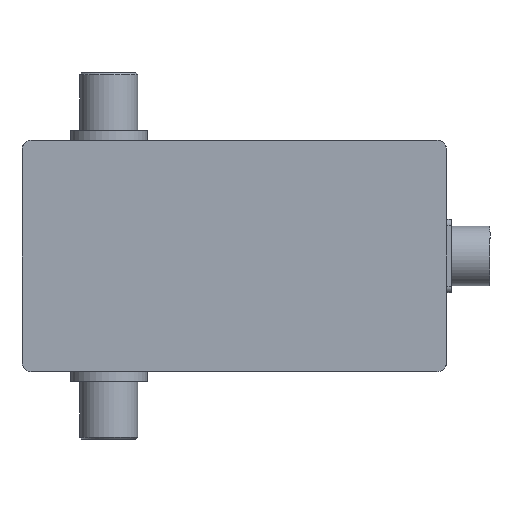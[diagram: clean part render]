
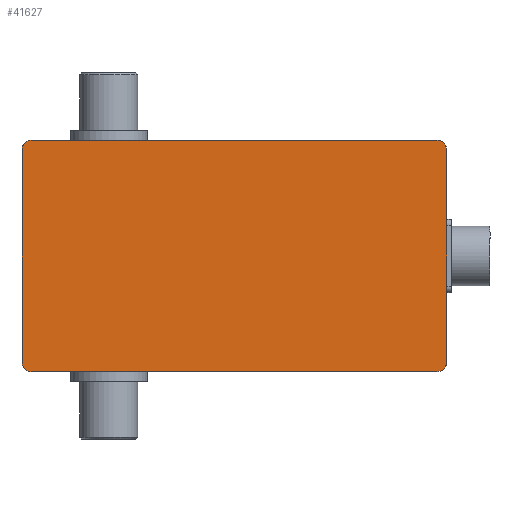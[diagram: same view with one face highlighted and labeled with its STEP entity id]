
A CAD part, front view. The second image highlights one B-rep face of the part: STEP entity #41627.
In plain terms, the highlighted face is planar.
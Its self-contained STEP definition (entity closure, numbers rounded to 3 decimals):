
#630 = DIRECTION ( 'NONE',  ( 0., 1., 0. ) ) ;
#2309 = AXIS2_PLACEMENT_3D ( 'NONE', #8650, #49991, #7323 ) ;
#3760 = CARTESIAN_POINT ( 'NONE',  ( -55., -40., -119. ) ) ;
#4191 = VECTOR ( 'NONE', #37066, 1000. ) ;
#5020 = EDGE_CURVE ( 'NONE', #16389, #14227, #59440, .T. ) ;
#5068 = CARTESIAN_POINT ( 'NONE',  ( -60., -40., -119. ) ) ;
#7323 = DIRECTION ( 'NONE',  ( -1., 0., 0. ) ) ;
#7421 = EDGE_CURVE ( 'NONE', #16468, #16389, #57958, .T. ) ;
#7749 = DIRECTION ( 'NONE',  ( 0., 0., -1. ) ) ;
#8485 = EDGE_CURVE ( 'NONE', #33484, #33213, #50745, .T. ) ;
#8650 = CARTESIAN_POINT ( 'NONE',  ( -55., 170., -119. ) ) ;
#10753 = DIRECTION ( 'NONE',  ( -1., 0., 0. ) ) ;
#11266 = CARTESIAN_POINT ( 'NONE',  ( -60., 170., -119. ) ) ;
#14225 = VERTEX_POINT ( 'NONE', #11266 ) ;
#14227 = VERTEX_POINT ( 'NONE', #57303 ) ;
#14817 = DIRECTION ( 'NONE',  ( 0., 0., -1. ) ) ;
#16389 = VERTEX_POINT ( 'NONE', #31329 ) ;
#16468 = VERTEX_POINT ( 'NONE', #34360 ) ;
#17417 = DIRECTION ( 'NONE',  ( -1., 0., 0. ) ) ;
#18303 = AXIS2_PLACEMENT_3D ( 'NONE', #18925, #14817, #19592 ) ;
#18925 = CARTESIAN_POINT ( 'NONE',  ( 55., -40., -119. ) ) ;
#19592 = DIRECTION ( 'NONE',  ( -1., 0., 0. ) ) ;
#20547 = CARTESIAN_POINT ( 'NONE',  ( 60., 170., -119. ) ) ;
#20634 = DIRECTION ( 'NONE',  ( 0., 0., -1. ) ) ;
#21592 = CARTESIAN_POINT ( 'NONE',  ( -55., -45., -119. ) ) ;
#21924 = ORIENTED_EDGE ( 'NONE', *, *, #5020, .T. ) ;
#21931 = AXIS2_PLACEMENT_3D ( 'NONE', #38311, #7749, #43353 ) ;
#24504 = ORIENTED_EDGE ( 'NONE', *, *, #7421, .T. ) ;
#24524 = EDGE_CURVE ( 'NONE', #33213, #52854, #32988, .T. ) ;
#25246 = EDGE_LOOP ( 'NONE', ( #62703, #51035, #54508, #27645, #62981, #24504, #21924, #38973 ) ) ;
#25815 = EDGE_CURVE ( 'NONE', #52854, #41464, #57313, .T. ) ;
#26371 = CARTESIAN_POINT ( 'NONE',  ( 55., -45., -119. ) ) ;
#26375 = LINE ( 'NONE', #47020, #61898 ) ;
#27526 = CARTESIAN_POINT ( 'NONE',  ( -55., 175., -119. ) ) ;
#27645 = ORIENTED_EDGE ( 'NONE', *, *, #64782, .T. ) ;
#28175 = AXIS2_PLACEMENT_3D ( 'NONE', #3760, #44759, #30158 ) ;
#28806 = EDGE_CURVE ( 'NONE', #14225, #16468, #60657, .T. ) ;
#30158 = DIRECTION ( 'NONE',  ( -1., 0., 0. ) ) ;
#31329 = CARTESIAN_POINT ( 'NONE',  ( 55., 175., -119. ) ) ;
#32988 = LINE ( 'NONE', #64747, #65900 ) ;
#33213 = VERTEX_POINT ( 'NONE', #26371 ) ;
#33484 = VERTEX_POINT ( 'NONE', #59146 ) ;
#34360 = CARTESIAN_POINT ( 'NONE',  ( -55., 175., -119. ) ) ;
#37066 = DIRECTION ( 'NONE',  ( 1., 0., 0. ) ) ;
#38311 = CARTESIAN_POINT ( 'NONE',  ( 55., -40., -119. ) ) ;
#38973 = ORIENTED_EDGE ( 'NONE', *, *, #56607, .T. ) ;
#38982 = AXIS2_PLACEMENT_3D ( 'NONE', #62538, #20634, #10753 ) ;
#41464 = VERTEX_POINT ( 'NONE', #5068 ) ;
#41627 = ADVANCED_FACE ( 'NONE', ( #60788 ), #56034, .T. ) ;
#43353 = DIRECTION ( 'NONE',  ( -1., 0., 0. ) ) ;
#44759 = DIRECTION ( 'NONE',  ( 0., 0., -1. ) ) ;
#46929 = LINE ( 'NONE', #20547, #50009 ) ;
#47020 = CARTESIAN_POINT ( 'NONE',  ( -60., -40., -119. ) ) ;
#49991 = DIRECTION ( 'NONE',  ( 0., 0., -1. ) ) ;
#50009 = VECTOR ( 'NONE', #56723, 1000. ) ;
#50745 = CIRCLE ( 'NONE', #18303, 5. ) ;
#51035 = ORIENTED_EDGE ( 'NONE', *, *, #24524, .T. ) ;
#52854 = VERTEX_POINT ( 'NONE', #21592 ) ;
#54508 = ORIENTED_EDGE ( 'NONE', *, *, #25815, .T. ) ;
#56034 = PLANE ( 'NONE',  #21931 ) ;
#56607 = EDGE_CURVE ( 'NONE', #14227, #33484, #46929, .T. ) ;
#56723 = DIRECTION ( 'NONE',  ( 0., -1., 0. ) ) ;
#57303 = CARTESIAN_POINT ( 'NONE',  ( 60., 170., -119. ) ) ;
#57313 = CIRCLE ( 'NONE', #28175, 5. ) ;
#57958 = LINE ( 'NONE', #27526, #4191 ) ;
#59146 = CARTESIAN_POINT ( 'NONE',  ( 60., -40., -119. ) ) ;
#59440 = CIRCLE ( 'NONE', #38982, 5. ) ;
#60657 = CIRCLE ( 'NONE', #2309, 5. ) ;
#60788 = FACE_OUTER_BOUND ( 'NONE', #25246, .T. ) ;
#61898 = VECTOR ( 'NONE', #630, 1000. ) ;
#62538 = CARTESIAN_POINT ( 'NONE',  ( 55., 170., -119. ) ) ;
#62703 = ORIENTED_EDGE ( 'NONE', *, *, #8485, .T. ) ;
#62981 = ORIENTED_EDGE ( 'NONE', *, *, #28806, .T. ) ;
#64747 = CARTESIAN_POINT ( 'NONE',  ( 55., -45., -119. ) ) ;
#64782 = EDGE_CURVE ( 'NONE', #41464, #14225, #26375, .T. ) ;
#65900 = VECTOR ( 'NONE', #17417, 1000. ) ;
